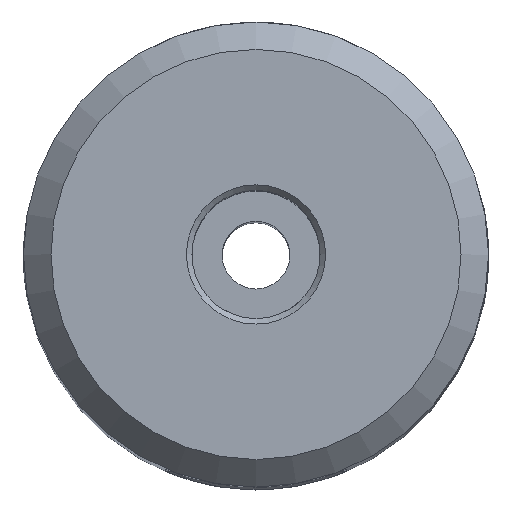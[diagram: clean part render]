
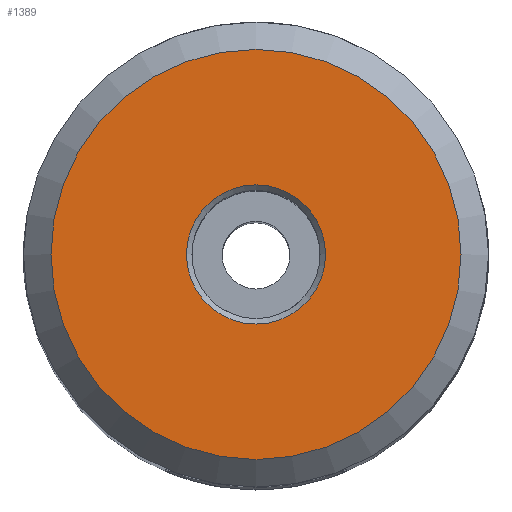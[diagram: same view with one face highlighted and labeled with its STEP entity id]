
A CAD part, top view. The second image highlights one B-rep face of the part: STEP entity #1389.
In plain terms, the highlighted planar face has unit normal (0, 0, 1).
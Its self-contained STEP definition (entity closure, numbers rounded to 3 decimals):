
#168 = CARTESIAN_POINT ( 'NONE',  ( 0., 0., 95. ) ) ;
#277 = CARTESIAN_POINT ( 'NONE',  ( 11.2, 0., 95. ) ) ;
#289 = CIRCLE ( 'NONE', #416, 3.8 ) ;
#330 = ORIENTED_EDGE ( 'NONE', *, *, #1507, .T. ) ;
#416 = AXIS2_PLACEMENT_3D ( 'NONE', #689, #1040, #1374 ) ;
#439 = DIRECTION ( 'NONE',  ( 0., 0., 1. ) ) ;
#624 = EDGE_CURVE ( 'NONE', #746, #746, #651, .T. ) ;
#651 = CIRCLE ( 'NONE', #1251, 11.2 ) ;
#689 = CARTESIAN_POINT ( 'NONE',  ( 0., 0., 95. ) ) ;
#746 = VERTEX_POINT ( 'NONE', #277 ) ;
#756 = EDGE_LOOP ( 'NONE', ( #965 ) ) ;
#770 = FACE_BOUND ( 'NONE', #1455, .T. ) ;
#788 = DIRECTION ( 'NONE',  ( 1., 0., 0. ) ) ;
#895 = FACE_OUTER_BOUND ( 'NONE', #756, .T. ) ;
#896 = VERTEX_POINT ( 'NONE', #1066 ) ;
#965 = ORIENTED_EDGE ( 'NONE', *, *, #624, .T. ) ;
#1005 = DIRECTION ( 'NONE',  ( 0., 0., 1. ) ) ;
#1040 = DIRECTION ( 'NONE',  ( 0., 0., -1. ) ) ;
#1066 = CARTESIAN_POINT ( 'NONE',  ( 3.8, 0., 95. ) ) ;
#1164 = DIRECTION ( 'NONE',  ( 1., 0., 0. ) ) ;
#1247 = PLANE ( 'NONE',  #1454 ) ;
#1251 = AXIS2_PLACEMENT_3D ( 'NONE', #168, #1005, #788 ) ;
#1374 = DIRECTION ( 'NONE',  ( 1., 0., 0. ) ) ;
#1389 = ADVANCED_FACE ( 'NONE', ( #770, #895 ), #1247, .T. ) ;
#1454 = AXIS2_PLACEMENT_3D ( 'NONE', #1527, #439, #1164 ) ;
#1455 = EDGE_LOOP ( 'NONE', ( #330 ) ) ;
#1507 = EDGE_CURVE ( 'NONE', #896, #896, #289, .T. ) ;
#1527 = CARTESIAN_POINT ( 'NONE',  ( 0., 0., 95. ) ) ;
